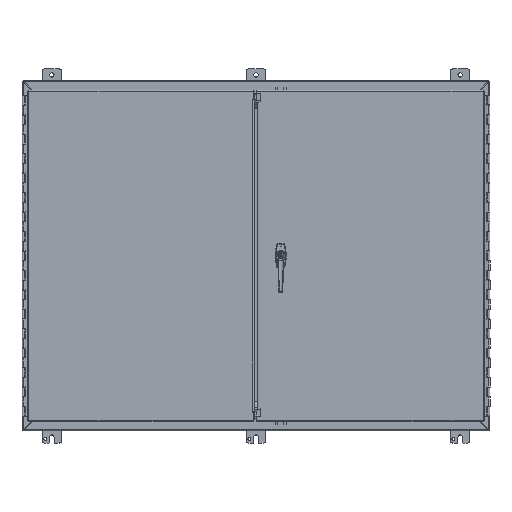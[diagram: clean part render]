
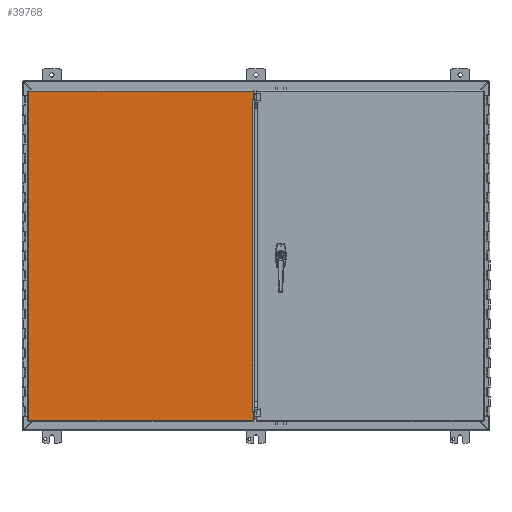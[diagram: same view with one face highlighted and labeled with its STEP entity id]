
A CAD part, top view. The second image highlights one B-rep face of the part: STEP entity #39768.
In plain terms, the highlighted face is planar.
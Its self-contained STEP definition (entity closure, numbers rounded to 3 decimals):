
#3766=PLANE('',#43404);
#5631=FACE_OUTER_BOUND('',#7976,.T.);
#7976=EDGE_LOOP('',(#33588,#33589,#33590,#33591,#33592,#33593,#33594,#33595,
#33596,#33597,#33598,#33599));
#10774=LINE('',#89787,#14007);
#10777=LINE('',#89798,#14010);
#10780=LINE('',#89805,#14013);
#10784=LINE('',#89812,#14017);
#10786=LINE('',#89816,#14019);
#10787=LINE('',#89818,#14020);
#10788=LINE('',#89820,#14021);
#10789=LINE('',#89822,#14022);
#10790=LINE('',#89824,#14023);
#10791=LINE('',#89826,#14024);
#10792=LINE('',#89828,#14025);
#10793=LINE('',#89829,#14026);
#14007=VECTOR('',#50598,0.394);
#14010=VECTOR('',#50613,0.394);
#14013=VECTOR('',#50618,0.394);
#14017=VECTOR('',#50624,0.394);
#14019=VECTOR('',#50628,0.394);
#14020=VECTOR('',#50629,0.394);
#14021=VECTOR('',#50630,0.394);
#14022=VECTOR('',#50631,0.394);
#14023=VECTOR('',#50632,0.394);
#14024=VECTOR('',#50633,0.394);
#14025=VECTOR('',#50634,0.394);
#14026=VECTOR('',#50635,0.394);
#18920=VERTEX_POINT('',#89776);
#18921=VERTEX_POINT('',#89786);
#18923=VERTEX_POINT('',#89797);
#18925=VERTEX_POINT('',#89803);
#18926=VERTEX_POINT('',#89804);
#18929=VERTEX_POINT('',#89815);
#18930=VERTEX_POINT('',#89817);
#18931=VERTEX_POINT('',#89819);
#18932=VERTEX_POINT('',#89821);
#18933=VERTEX_POINT('',#89823);
#18934=VERTEX_POINT('',#89825);
#18935=VERTEX_POINT('',#89827);
#24008=EDGE_CURVE('',#18921,#18920,#10774,.T.);
#24013=EDGE_CURVE('',#18923,#18921,#10777,.T.);
#24016=EDGE_CURVE('',#18925,#18926,#10780,.T.);
#24020=EDGE_CURVE('',#18926,#18923,#10784,.T.);
#24022=EDGE_CURVE('',#18920,#18929,#10786,.T.);
#24023=EDGE_CURVE('',#18929,#18930,#10787,.T.);
#24024=EDGE_CURVE('',#18930,#18931,#10788,.T.);
#24025=EDGE_CURVE('',#18931,#18932,#10789,.T.);
#24026=EDGE_CURVE('',#18932,#18933,#10790,.T.);
#24027=EDGE_CURVE('',#18933,#18934,#10791,.T.);
#24028=EDGE_CURVE('',#18934,#18935,#10792,.T.);
#24029=EDGE_CURVE('',#18935,#18925,#10793,.T.);
#33588=ORIENTED_EDGE('',*,*,#24016,.T.);
#33589=ORIENTED_EDGE('',*,*,#24020,.T.);
#33590=ORIENTED_EDGE('',*,*,#24013,.T.);
#33591=ORIENTED_EDGE('',*,*,#24008,.T.);
#33592=ORIENTED_EDGE('',*,*,#24022,.T.);
#33593=ORIENTED_EDGE('',*,*,#24023,.T.);
#33594=ORIENTED_EDGE('',*,*,#24024,.T.);
#33595=ORIENTED_EDGE('',*,*,#24025,.T.);
#33596=ORIENTED_EDGE('',*,*,#24026,.T.);
#33597=ORIENTED_EDGE('',*,*,#24027,.T.);
#33598=ORIENTED_EDGE('',*,*,#24028,.T.);
#33599=ORIENTED_EDGE('',*,*,#24029,.T.);
#39768=ADVANCED_FACE('',(#5631),#3766,.F.);
#43404=AXIS2_PLACEMENT_3D('',#89814,#50626,#50627);
#50598=DIRECTION('',(0.,-1.,0.));
#50613=DIRECTION('',(1.,0.,0.));
#50618=DIRECTION('',(-1.,0.,0.));
#50624=DIRECTION('',(0.,-1.,0.));
#50626=DIRECTION('center_axis',(0.,0.,1.));
#50627=DIRECTION('ref_axis',(1.,0.,0.));
#50628=DIRECTION('',(-1.,0.,0.));
#50629=DIRECTION('',(0.,-1.,0.));
#50630=DIRECTION('',(1.,0.,0.));
#50631=DIRECTION('',(0.,-1.,0.));
#50632=DIRECTION('',(-1.,0.,0.));
#50633=DIRECTION('',(0.,1.,0.));
#50634=DIRECTION('',(1.,0.,0.));
#50635=DIRECTION('',(0.,-1.,0.));
#89776=CARTESIAN_POINT('',(11.563,-16.082,0.));
#89786=CARTESIAN_POINT('',(11.563,16.082,0.));
#89787=CARTESIAN_POINT('',(11.563,8.041,0.));
#89797=CARTESIAN_POINT('',(11.562,16.082,0.));
#89798=CARTESIAN_POINT('',(5.781,16.082,0.));
#89803=CARTESIAN_POINT('',(11.594,16.082,0.));
#89804=CARTESIAN_POINT('',(11.562,16.082,0.));
#89805=CARTESIAN_POINT('',(5.797,16.082,0.));
#89812=CARTESIAN_POINT('',(11.562,8.041,0.));
#89814=CARTESIAN_POINT('Origin',(0.,0.,0.));
#89815=CARTESIAN_POINT('',(11.562,-16.082,0.));
#89816=CARTESIAN_POINT('',(5.797,-16.082,0.));
#89817=CARTESIAN_POINT('',(11.562,-16.082,0.));
#89818=CARTESIAN_POINT('',(11.562,-8.041,0.));
#89819=CARTESIAN_POINT('',(11.594,-16.082,0.));
#89820=CARTESIAN_POINT('',(5.781,-16.082,0.));
#89821=CARTESIAN_POINT('',(11.594,-16.926,0.));
#89822=CARTESIAN_POINT('',(11.594,17.031,0.));
#89823=CARTESIAN_POINT('',(-11.489,-16.926,0.));
#89824=CARTESIAN_POINT('',(5.797,-16.926,0.));
#89825=CARTESIAN_POINT('',(-11.489,16.926,0.));
#89826=CARTESIAN_POINT('',(-11.489,-8.463,0.));
#89827=CARTESIAN_POINT('',(11.594,16.926,0.));
#89828=CARTESIAN_POINT('',(-5.797,16.926,0.));
#89829=CARTESIAN_POINT('',(11.594,17.031,0.));
